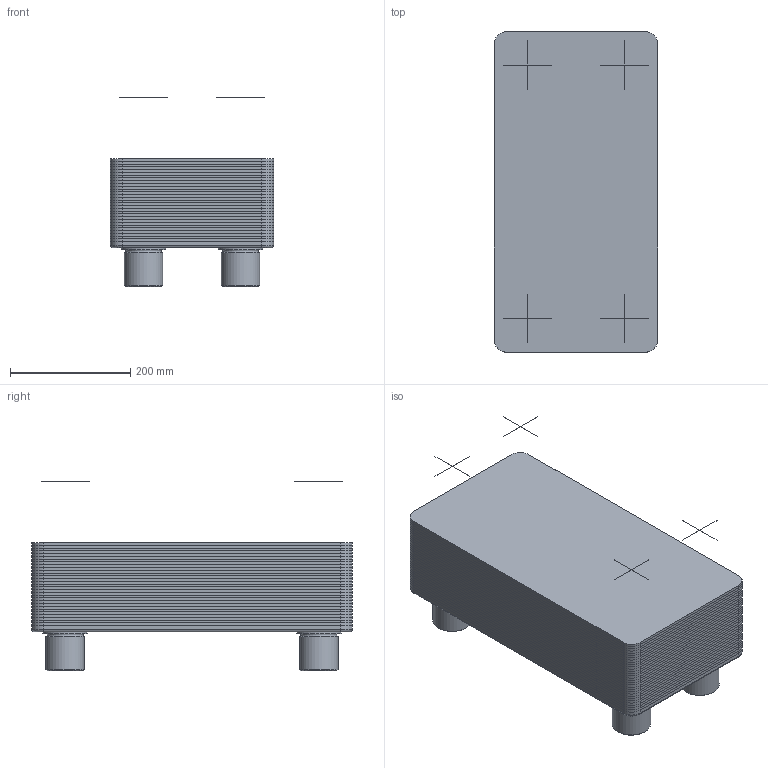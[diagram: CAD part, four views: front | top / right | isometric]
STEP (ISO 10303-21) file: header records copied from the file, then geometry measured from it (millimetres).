
FILE_DESCRIPTION(/* description */ (''),/* implementation_level */ '2;1');
FILE_NAME(/* name */ 'PB44.stp',/* time_stamp */ '2015-04-07T15:20:42+02:00',/* author */ ('Helmut'),/* organization */ (''),/* preprocessor_version */ 'ST-DEVELOPER v15.6',/* originating_system */ 'Autodesk Inventor 2015',/* authorisation */ '');
FILE_SCHEMA (('CONFIG_CONTROL_DESIGN'));
Length unit declared in the file: millimetre
Products named in the file (5): PB44_Grundplatte; PB44_Kupferplatte; PB44_Anschluss G 2 1-2; PB44_Typenschild; PB44
Assembly tree (36 placements, depth 2):
  PB44
    PB44_Grundplatte
    PB44_Typenschild
    PB44_Kupferplatte  x30
    PB44_Anschluss G 2 1-2  x4
Bounding box: 271 x 532 x 315 mm (x, y, z)
Volume: 21609681.9 mm3; surface area: 9273925.2 mm2
Topology: 36 solids, 44 shells, 608 faces, 1348 edges, 824 vertices
Faces by surface type: plane 332, cylinder 140, cone 128, torus 8
Full cylindrical faces by diameter (mm): 50 x4, 64 x4, 74 x4
Entity records: 2060 total; most frequent: DIRECTION 374, CARTESIAN_POINT 330, ORIENTED_EDGE 234, AXIS2_PLACEMENT_3D 141, EDGE_CURVE 133, VERTEX_POINT 97, LINE 92, VECTOR 92
